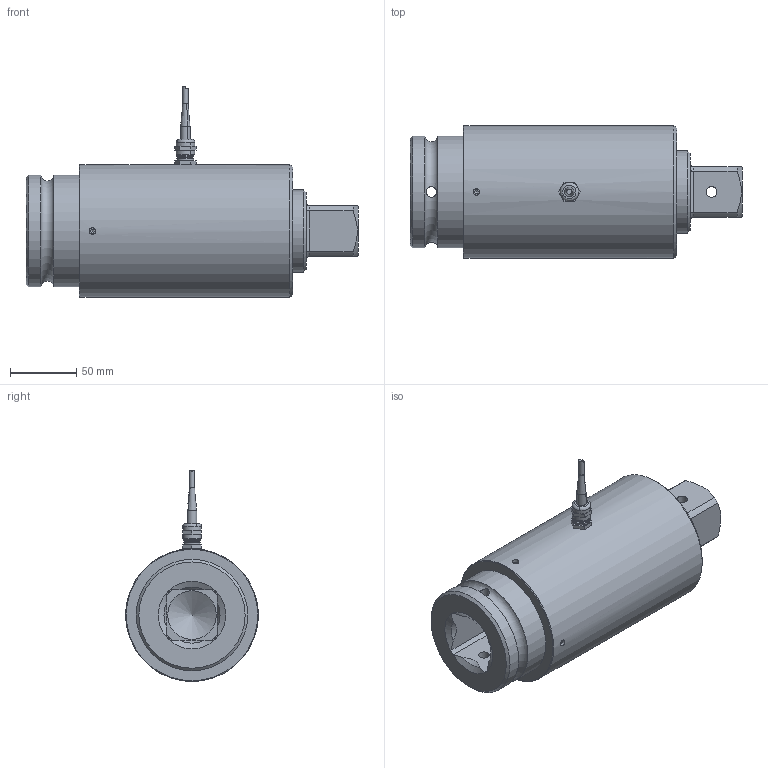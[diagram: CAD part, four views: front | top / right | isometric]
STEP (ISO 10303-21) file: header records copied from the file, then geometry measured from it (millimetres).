
FILE_DESCRIPTION( ( 'Unknown' ), '1' );
FILE_NAME( '2196-z01_doc-00039933.stp', 'Unknown', ( 'Unknown' ), ( 'Unknown' ), 'PSStep 17.0.49', 'Unknown', ' ' );
FILE_SCHEMA( ( 'AUTOMOTIVE_DESIGN { 1 0 10303 214 1 1 1 1 }' ) );
Length unit declared in the file: millimetre
Products named in the file (10): Assem1; 2196-001_doc-00039937; pg7_doc-00007707; 2196-102_doc-00040275; Gewindestift DIN 914-M6x10; Gewindestift DIN 914-M6x10-oa0; Gewindestift DIN 914-M6x10-oa1; Gewindestift DIN 914-M6x10-oa2; kabeldurchmesser 4_doc-00040332-oa3; 2196-002_doc-00039927
Assembly tree (9 placements, depth 2):
  Assem1
    2196-001_doc-00039937
    pg7_doc-00007707
    2196-102_doc-00040275
    Gewindestift DIN 914-M6x10
    Gewindestift DIN 914-M6x10-oa0
    Gewindestift DIN 914-M6x10-oa1
    Gewindestift DIN 914-M6x10-oa2
    kabeldurchmesser 4_doc-00040332-oa3
    2196-002_doc-00039927
Bounding box: 250 x 100 x 158.83 mm (x, y, z)
Volume: 1507984.7 mm3; surface area: 171339.8 mm2
Topology: 9 solids, 9 shells, 230 faces, 540 edges, 332 vertices
Faces by surface type: plane 114, cylinder 58, cone 46, torus 10, revolution 1, extrusion 1
Full cylindrical faces by diameter (mm): 3.15 x1, 4 x1, 4.917 x4, 4.92 x4, 6 x4, 8 x3, 11.89 x1, 53 x1, 62 x1, 63 x2, 67.6 x1, 79.4 x1, 80 x1, 84 x2, 100 x1
Entity records: 10015 total; most frequent: CARTESIAN_POINT 3527, ORIENTED_EDGE 870, DIRECTION 836, EDGE_CURVE 435, AXIS2_PLACEMENT_3D 351, EDGE_LOOP 318, VERTEX_POINT 302, FACE_OUTER_BOUND 261
